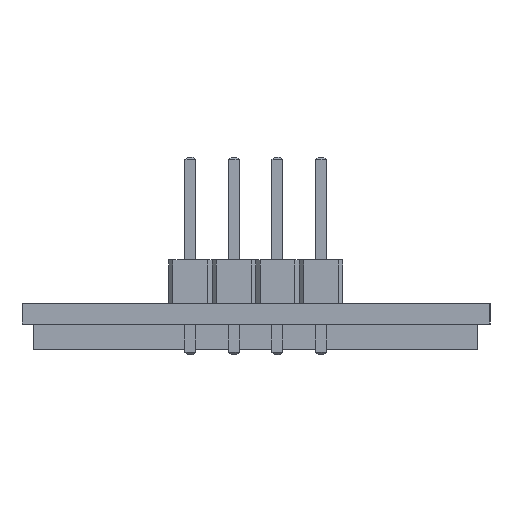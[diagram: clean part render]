
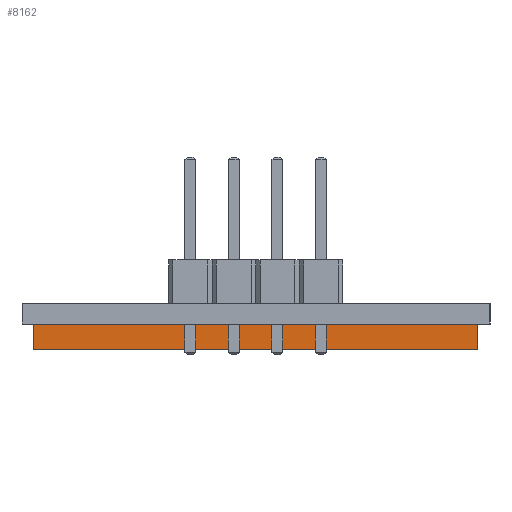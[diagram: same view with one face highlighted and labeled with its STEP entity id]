
A CAD part, left-side view. The second image highlights one B-rep face of the part: STEP entity #8162.
In plain terms, the highlighted planar face has unit normal (-1, 0, 0).
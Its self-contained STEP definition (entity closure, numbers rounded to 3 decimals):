
#7899 = EDGE_CURVE('',#7900,#7902,#7904,.T.);
#7900 = VERTEX_POINT('',#7901);
#7901 = CARTESIAN_POINT('',(3.062,9.126,-2.7));
#7902 = VERTEX_POINT('',#7903);
#7903 = CARTESIAN_POINT('',(3.062,9.126,-1.2));
#7904 = SURFACE_CURVE('',#7905,(#7909,#7921),.PCURVE_S1.);
#7905 = LINE('',#7906,#7907);
#7906 = CARTESIAN_POINT('',(3.062,9.126,-2.7));
#7907 = VECTOR('',#7908,1.);
#7908 = DIRECTION('',(0.,0.,1.));
#7909 = PCURVE('',#7910,#7915);
#7910 = PLANE('',#7911);
#7911 = AXIS2_PLACEMENT_3D('',#7912,#7913,#7914);
#7912 = CARTESIAN_POINT('',(3.062,9.126,-2.7));
#7913 = DIRECTION('',(0.,1.,0.));
#7914 = DIRECTION('',(1.,0.,0.));
#7915 = DEFINITIONAL_REPRESENTATION('',(#7916),#7920);
#7916 = LINE('',#7917,#7918);
#7917 = CARTESIAN_POINT('',(0.,0.));
#7918 = VECTOR('',#7919,1.);
#7919 = DIRECTION('',(0.,-1.));
#7920 = ( GEOMETRIC_REPRESENTATION_CONTEXT(2) 
PARAMETRIC_REPRESENTATION_CONTEXT() REPRESENTATION_CONTEXT('2D SPACE',''
  ) );
#7921 = PCURVE('',#7922,#7927);
#7922 = PLANE('',#7923);
#7923 = AXIS2_PLACEMENT_3D('',#7924,#7925,#7926);
#7924 = CARTESIAN_POINT('',(3.062,-16.73,-2.7));
#7925 = DIRECTION('',(-1.,0.,0.));
#7926 = DIRECTION('',(0.,1.,0.));
#7927 = DEFINITIONAL_REPRESENTATION('',(#7928),#7932);
#7928 = LINE('',#7929,#7930);
#7929 = CARTESIAN_POINT('',(25.856,0.));
#7930 = VECTOR('',#7931,1.);
#7931 = DIRECTION('',(0.,-1.));
#7932 = ( GEOMETRIC_REPRESENTATION_CONTEXT(2) 
PARAMETRIC_REPRESENTATION_CONTEXT() REPRESENTATION_CONTEXT('2D SPACE',''
  ) );
#7950 = PLANE('',#7951);
#7951 = AXIS2_PLACEMENT_3D('',#7952,#7953,#7954);
#7952 = CARTESIAN_POINT('',(11.866,-3.802,-1.2));
#7953 = DIRECTION('',(0.,0.,1.));
#7954 = DIRECTION('',(1.,0.,0.));
#8004 = PLANE('',#8005);
#8005 = AXIS2_PLACEMENT_3D('',#8006,#8007,#8008);
#8006 = CARTESIAN_POINT('',(11.866,-3.802,-2.7));
#8007 = DIRECTION('',(0.,0.,1.));
#8008 = DIRECTION('',(1.,0.,0.));
#8059 = PLANE('',#8060);
#8060 = AXIS2_PLACEMENT_3D('',#8061,#8062,#8063);
#8061 = CARTESIAN_POINT('',(20.67,-16.73,-2.7));
#8062 = DIRECTION('',(0.,-1.,0.));
#8063 = DIRECTION('',(-1.,0.,0.));
#8097 = VERTEX_POINT('',#8098);
#8098 = CARTESIAN_POINT('',(3.062,-16.73,-1.2));
#8119 = EDGE_CURVE('',#8120,#8097,#8122,.T.);
#8120 = VERTEX_POINT('',#8121);
#8121 = CARTESIAN_POINT('',(3.062,-16.73,-2.7));
#8122 = SURFACE_CURVE('',#8123,(#8127,#8134),.PCURVE_S1.);
#8123 = LINE('',#8124,#8125);
#8124 = CARTESIAN_POINT('',(3.062,-16.73,-2.7));
#8125 = VECTOR('',#8126,1.);
#8126 = DIRECTION('',(0.,0.,1.));
#8127 = PCURVE('',#8059,#8128);
#8128 = DEFINITIONAL_REPRESENTATION('',(#8129),#8133);
#8129 = LINE('',#8130,#8131);
#8130 = CARTESIAN_POINT('',(17.608,0.));
#8131 = VECTOR('',#8132,1.);
#8132 = DIRECTION('',(0.,-1.));
#8133 = ( GEOMETRIC_REPRESENTATION_CONTEXT(2) 
PARAMETRIC_REPRESENTATION_CONTEXT() REPRESENTATION_CONTEXT('2D SPACE',''
  ) );
#8134 = PCURVE('',#7922,#8135);
#8135 = DEFINITIONAL_REPRESENTATION('',(#8136),#8140);
#8136 = LINE('',#8137,#8138);
#8137 = CARTESIAN_POINT('',(0.,0.));
#8138 = VECTOR('',#8139,1.);
#8139 = DIRECTION('',(0.,-1.));
#8140 = ( GEOMETRIC_REPRESENTATION_CONTEXT(2) 
PARAMETRIC_REPRESENTATION_CONTEXT() REPRESENTATION_CONTEXT('2D SPACE',''
  ) );
#8162 = ADVANCED_FACE('',(#8163),#7922,.T.);
#8163 = FACE_BOUND('',#8164,.T.);
#8164 = EDGE_LOOP('',(#8165,#8166,#8187,#8188));
#8165 = ORIENTED_EDGE('',*,*,#8119,.T.);
#8166 = ORIENTED_EDGE('',*,*,#8167,.T.);
#8167 = EDGE_CURVE('',#8097,#7902,#8168,.T.);
#8168 = SURFACE_CURVE('',#8169,(#8173,#8180),.PCURVE_S1.);
#8169 = LINE('',#8170,#8171);
#8170 = CARTESIAN_POINT('',(3.062,-16.73,-1.2));
#8171 = VECTOR('',#8172,1.);
#8172 = DIRECTION('',(0.,1.,0.));
#8173 = PCURVE('',#7922,#8174);
#8174 = DEFINITIONAL_REPRESENTATION('',(#8175),#8179);
#8175 = LINE('',#8176,#8177);
#8176 = CARTESIAN_POINT('',(0.,-1.5));
#8177 = VECTOR('',#8178,1.);
#8178 = DIRECTION('',(1.,0.));
#8179 = ( GEOMETRIC_REPRESENTATION_CONTEXT(2) 
PARAMETRIC_REPRESENTATION_CONTEXT() REPRESENTATION_CONTEXT('2D SPACE',''
  ) );
#8180 = PCURVE('',#7950,#8181);
#8181 = DEFINITIONAL_REPRESENTATION('',(#8182),#8186);
#8182 = LINE('',#8183,#8184);
#8183 = CARTESIAN_POINT('',(-8.804,-12.928));
#8184 = VECTOR('',#8185,1.);
#8185 = DIRECTION('',(0.,1.));
#8186 = ( GEOMETRIC_REPRESENTATION_CONTEXT(2) 
PARAMETRIC_REPRESENTATION_CONTEXT() REPRESENTATION_CONTEXT('2D SPACE',''
  ) );
#8187 = ORIENTED_EDGE('',*,*,#7899,.F.);
#8188 = ORIENTED_EDGE('',*,*,#8189,.F.);
#8189 = EDGE_CURVE('',#8120,#7900,#8190,.T.);
#8190 = SURFACE_CURVE('',#8191,(#8195,#8202),.PCURVE_S1.);
#8191 = LINE('',#8192,#8193);
#8192 = CARTESIAN_POINT('',(3.062,-16.73,-2.7));
#8193 = VECTOR('',#8194,1.);
#8194 = DIRECTION('',(0.,1.,0.));
#8195 = PCURVE('',#7922,#8196);
#8196 = DEFINITIONAL_REPRESENTATION('',(#8197),#8201);
#8197 = LINE('',#8198,#8199);
#8198 = CARTESIAN_POINT('',(0.,0.));
#8199 = VECTOR('',#8200,1.);
#8200 = DIRECTION('',(1.,0.));
#8201 = ( GEOMETRIC_REPRESENTATION_CONTEXT(2) 
PARAMETRIC_REPRESENTATION_CONTEXT() REPRESENTATION_CONTEXT('2D SPACE',''
  ) );
#8202 = PCURVE('',#8004,#8203);
#8203 = DEFINITIONAL_REPRESENTATION('',(#8204),#8208);
#8204 = LINE('',#8205,#8206);
#8205 = CARTESIAN_POINT('',(-8.804,-12.928));
#8206 = VECTOR('',#8207,1.);
#8207 = DIRECTION('',(0.,1.));
#8208 = ( GEOMETRIC_REPRESENTATION_CONTEXT(2) 
PARAMETRIC_REPRESENTATION_CONTEXT() REPRESENTATION_CONTEXT('2D SPACE',''
  ) );
